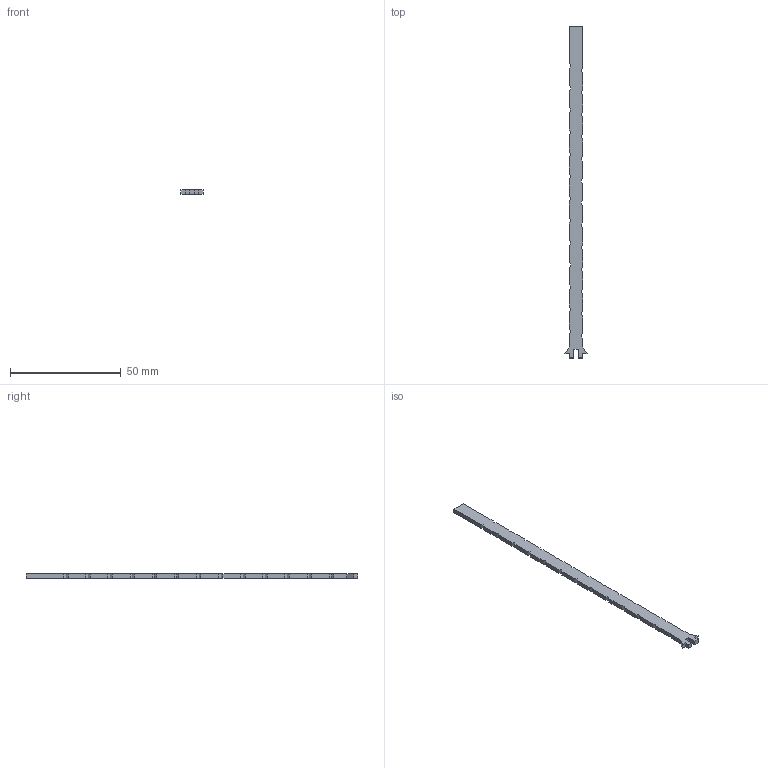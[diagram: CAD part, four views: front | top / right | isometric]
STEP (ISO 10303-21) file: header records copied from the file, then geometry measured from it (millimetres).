
FILE_DESCRIPTION(('STEP AP203'), '1');
FILE_NAME('ñòåáåëü _ öâåòîê ìä', '', ('UNSPECIFIED'), ('UNSPECIFIED'), 'C3D Converter', 'C3D Toolkit', '');
FILE_SCHEMA(('CONFIG_CONTROL_DESIGN'));
Length unit declared in the file: millimetre
Products named in the file (1): цветок мд
Bounding box: 10 x 150 x 2 mm (x, y, z)
Volume: 1759.6 mm3; surface area: 2433 mm2
Topology: 1 solids, 1 shells, 94 faces, 276 edges, 184 vertices
Faces by surface type: plane 94
Entity records: 3100 total; most frequent: CARTESIAN_POINT 555, ORIENTED_EDGE 552, DIRECTION 466, EDGE_CURVE 276, LINE 276, VECTOR 276, VERTEX_POINT 184, AXIS2_PLACEMENT_3D 95
